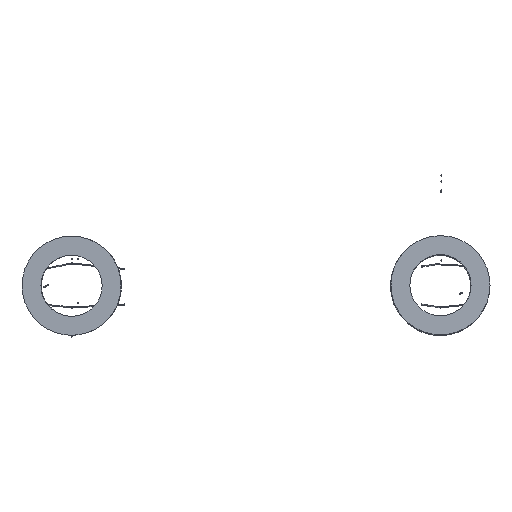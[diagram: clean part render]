
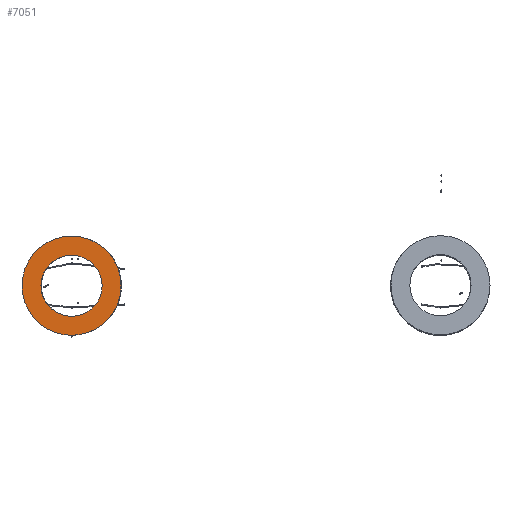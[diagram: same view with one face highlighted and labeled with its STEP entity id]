
A CAD part, front view. The second image highlights one B-rep face of the part: STEP entity #7051.
In plain terms, the highlighted planar face has unit normal (-0.009, -1, 0).
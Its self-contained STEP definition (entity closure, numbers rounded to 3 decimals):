
#6950 = CYLINDRICAL_SURFACE('',#6951,205.74);
#6951 = AXIS2_PLACEMENT_3D('',#6952,#6953,#6954);
#6952 = CARTESIAN_POINT('',(0.,-584.2,210.012));
#6953 = DIRECTION('',(0.009,1.,
    0.));
#6954 = DIRECTION('',(1.,-0.009,0.));
#6966 = VERTEX_POINT('',#6967);
#6967 = CARTESIAN_POINT('',(204.801,-692.671,210.012
    ));
#6988 = EDGE_CURVE('',#6966,#6966,#6989,.T.);
#6989 = SURFACE_CURVE('',#6990,(#6995,#7002),.PCURVE_S1.);
#6990 = CIRCLE('',#6991,205.74);
#6991 = AXIS2_PLACEMENT_3D('',#6992,#6993,#6994);
#6992 = CARTESIAN_POINT('',(-0.931,-690.876,210.012
    ));
#6993 = DIRECTION('',(0.009,1.,
    0.));
#6994 = DIRECTION('',(1.,-0.009,0.));
#6995 = PCURVE('',#6950,#6996);
#6996 = DEFINITIONAL_REPRESENTATION('',(#6997),#7001);
#6997 = LINE('',#6998,#6999);
#6998 = CARTESIAN_POINT('',(0.,-106.68));
#6999 = VECTOR('',#7000,1.);
#7000 = DIRECTION('',(1.,0.));
#7001 = ( GEOMETRIC_REPRESENTATION_CONTEXT(2) 
PARAMETRIC_REPRESENTATION_CONTEXT() REPRESENTATION_CONTEXT('2D SPACE',''
  ) );
#7002 = PCURVE('',#7003,#7008);
#7003 = PLANE('',#7004);
#7004 = AXIS2_PLACEMENT_3D('',#7005,#7006,#7007);
#7005 = CARTESIAN_POINT('',(-0.931,-690.876,210.012
    ));
#7006 = DIRECTION('',(0.009,1.,
    0.));
#7007 = DIRECTION('',(1.,-0.009,0.));
#7008 = DEFINITIONAL_REPRESENTATION('',(#7009),#7013);
#7009 = CIRCLE('',#7010,205.74);
#7010 = AXIS2_PLACEMENT_2D('',#7011,#7012);
#7011 = CARTESIAN_POINT('',(0.,0.));
#7012 = DIRECTION('',(1.,0.));
#7013 = ( GEOMETRIC_REPRESENTATION_CONTEXT(2) 
PARAMETRIC_REPRESENTATION_CONTEXT() REPRESENTATION_CONTEXT('2D SPACE',''
  ) );
#7051 = ADVANCED_FACE('',(#7052,#7055),#7003,.F.);
#7052 = FACE_BOUND('',#7053,.F.);
#7053 = EDGE_LOOP('',(#7054));
#7054 = ORIENTED_EDGE('',*,*,#6988,.T.);
#7055 = FACE_BOUND('',#7056,.F.);
#7056 = EDGE_LOOP('',(#7057));
#7057 = ORIENTED_EDGE('',*,*,#7058,.F.);
#7058 = EDGE_CURVE('',#7059,#7059,#7061,.T.);
#7059 = VERTEX_POINT('',#7060);
#7060 = CARTESIAN_POINT('',(126.064,-691.984,210.012
    ));
#7061 = SURFACE_CURVE('',#7062,(#7067,#7074),.PCURVE_S1.);
#7062 = CIRCLE('',#7063,127.);
#7063 = AXIS2_PLACEMENT_3D('',#7064,#7065,#7066);
#7064 = CARTESIAN_POINT('',(-0.931,-690.876,210.012
    ));
#7065 = DIRECTION('',(0.009,1.,
    0.));
#7066 = DIRECTION('',(1.,-0.009,0.));
#7067 = PCURVE('',#7003,#7068);
#7068 = DEFINITIONAL_REPRESENTATION('',(#7069),#7073);
#7069 = CIRCLE('',#7070,127.);
#7070 = AXIS2_PLACEMENT_2D('',#7071,#7072);
#7071 = CARTESIAN_POINT('',(0.,0.));
#7072 = DIRECTION('',(1.,0.));
#7073 = ( GEOMETRIC_REPRESENTATION_CONTEXT(2) 
PARAMETRIC_REPRESENTATION_CONTEXT() REPRESENTATION_CONTEXT('2D SPACE',''
  ) );
#7074 = PCURVE('',#7075,#7080);
#7075 = CYLINDRICAL_SURFACE('',#7076,127.);
#7076 = AXIS2_PLACEMENT_3D('',#7077,#7078,#7079);
#7077 = CARTESIAN_POINT('',(0.,-584.2,210.012));
#7078 = DIRECTION('',(0.009,1.,
    0.));
#7079 = DIRECTION('',(1.,-0.009,0.));
#7080 = DEFINITIONAL_REPRESENTATION('',(#7081),#7085);
#7081 = LINE('',#7082,#7083);
#7082 = CARTESIAN_POINT('',(0.,-106.68));
#7083 = VECTOR('',#7084,1.);
#7084 = DIRECTION('',(1.,0.));
#7085 = ( GEOMETRIC_REPRESENTATION_CONTEXT(2) 
PARAMETRIC_REPRESENTATION_CONTEXT() REPRESENTATION_CONTEXT('2D SPACE',''
  ) );
